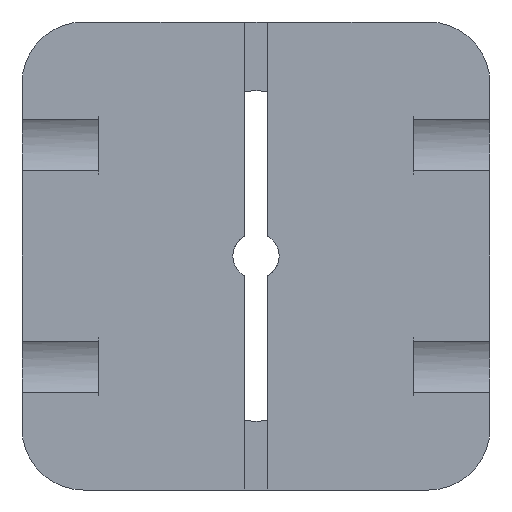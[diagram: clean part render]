
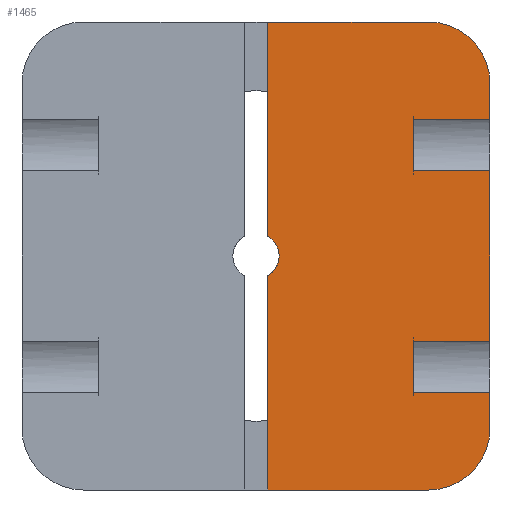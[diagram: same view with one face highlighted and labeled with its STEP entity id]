
A CAD part, front view. The second image highlights one B-rep face of the part: STEP entity #1465.
In plain terms, the highlighted planar face has unit normal (0, -1, 0).
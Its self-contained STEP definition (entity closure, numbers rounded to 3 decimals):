
#64=PLANE('',#1625);
#123=FACE_OUTER_BOUND('',#203,.T.);
#203=EDGE_LOOP('',(#1231,#1232,#1233,#1234,#1235,#1236,#1237,#1238,#1239,
#1240,#1241,#1242,#1243,#1244,#1245,#1246));
#270=LINE('',#2403,#402);
#272=LINE('',#2413,#404);
#273=LINE('',#2416,#405);
#275=LINE('',#2425,#407);
#277=LINE('',#2433,#409);
#278=LINE('',#2435,#410);
#284=LINE('',#2449,#416);
#285=LINE('',#2450,#417);
#286=LINE('',#2452,#418);
#318=LINE('',#2550,#450);
#332=LINE('',#2599,#464);
#350=LINE('',#2665,#482);
#351=LINE('',#2668,#483);
#402=VECTOR('',#1748,10.);
#404=VECTOR('',#1758,10.);
#405=VECTOR('',#1761,10.);
#407=VECTOR('',#1771,10.);
#409=VECTOR('',#1781,10.);
#410=VECTOR('',#1782,10.);
#416=VECTOR('',#1798,10.);
#417=VECTOR('',#1799,10.);
#418=VECTOR('',#1800,10.);
#450=VECTOR('',#1892,10.);
#464=VECTOR('',#1944,10.);
#482=VECTOR('',#2016,10.);
#483=VECTOR('',#2019,10.);
#560=CIRCLE('',#1618,4.);
#563=CIRCLE('',#1624,4.);
#564=CIRCLE('',#1626,1.5);
#616=VERTEX_POINT('',#2401);
#617=VERTEX_POINT('',#2402);
#621=VERTEX_POINT('',#2412);
#622=VERTEX_POINT('',#2415);
#624=VERTEX_POINT('',#2423);
#625=VERTEX_POINT('',#2424);
#627=VERTEX_POINT('',#2432);
#628=VERTEX_POINT('',#2434);
#631=VERTEX_POINT('',#2447);
#632=VERTEX_POINT('',#2451);
#667=VERTEX_POINT('',#2547);
#668=VERTEX_POINT('',#2549);
#683=VERTEX_POINT('',#2596);
#684=VERTEX_POINT('',#2598);
#705=VERTEX_POINT('',#2664);
#706=VERTEX_POINT('',#2666);
#772=EDGE_CURVE('',#616,#617,#270,.T.);
#777=EDGE_CURVE('',#617,#621,#272,.T.);
#779=EDGE_CURVE('',#622,#616,#273,.T.);
#783=EDGE_CURVE('',#624,#625,#275,.T.);
#788=EDGE_CURVE('',#625,#627,#277,.T.);
#789=EDGE_CURVE('',#628,#624,#278,.T.);
#797=EDGE_CURVE('',#627,#631,#284,.T.);
#798=EDGE_CURVE('',#621,#628,#285,.T.);
#799=EDGE_CURVE('',#632,#622,#286,.T.);
#850=EDGE_CURVE('',#668,#667,#318,.T.);
#874=EDGE_CURVE('',#684,#683,#332,.T.);
#904=EDGE_CURVE('',#632,#667,#560,.T.);
#907=EDGE_CURVE('',#684,#631,#563,.T.);
#908=EDGE_CURVE('',#683,#705,#350,.T.);
#909=EDGE_CURVE('',#705,#706,#564,.T.);
#910=EDGE_CURVE('',#706,#668,#351,.T.);
#1231=ORIENTED_EDGE('',*,*,#777,.T.);
#1232=ORIENTED_EDGE('',*,*,#798,.T.);
#1233=ORIENTED_EDGE('',*,*,#789,.T.);
#1234=ORIENTED_EDGE('',*,*,#783,.T.);
#1235=ORIENTED_EDGE('',*,*,#788,.T.);
#1236=ORIENTED_EDGE('',*,*,#797,.T.);
#1237=ORIENTED_EDGE('',*,*,#907,.F.);
#1238=ORIENTED_EDGE('',*,*,#874,.T.);
#1239=ORIENTED_EDGE('',*,*,#908,.T.);
#1240=ORIENTED_EDGE('',*,*,#909,.T.);
#1241=ORIENTED_EDGE('',*,*,#910,.T.);
#1242=ORIENTED_EDGE('',*,*,#850,.T.);
#1243=ORIENTED_EDGE('',*,*,#904,.F.);
#1244=ORIENTED_EDGE('',*,*,#799,.T.);
#1245=ORIENTED_EDGE('',*,*,#779,.T.);
#1246=ORIENTED_EDGE('',*,*,#772,.T.);
#1465=ADVANCED_FACE('',(#123),#64,.T.);
#1618=AXIS2_PLACEMENT_3D('',#2656,#2000,#2001);
#1624=AXIS2_PLACEMENT_3D('',#2662,#2012,#2013);
#1625=AXIS2_PLACEMENT_3D('',#2663,#2014,#2015);
#1626=AXIS2_PLACEMENT_3D('',#2667,#2017,#2018);
#1748=DIRECTION('',(0.,0.,1.));
#1758=DIRECTION('',(1.,0.,0.));
#1761=DIRECTION('',(-1.,0.,0.));
#1771=DIRECTION('',(0.,0.,1.));
#1781=DIRECTION('',(1.,0.,0.));
#1782=DIRECTION('',(-1.,0.,0.));
#1798=DIRECTION('',(0.,0.,1.));
#1799=DIRECTION('',(0.,0.,1.));
#1800=DIRECTION('',(0.,0.,1.));
#1892=DIRECTION('',(1.,0.,0.));
#1944=DIRECTION('',(-1.,0.,0.));
#2000=DIRECTION('center_axis',(0.,1.,0.));
#2001=DIRECTION('ref_axis',(0.707,0.,-0.707));
#2012=DIRECTION('center_axis',(0.,1.,0.));
#2013=DIRECTION('ref_axis',(0.707,0.,0.707));
#2014=DIRECTION('center_axis',(0.,-1.,0.));
#2015=DIRECTION('ref_axis',(0.,0.,-1.));
#2016=DIRECTION('',(0.,0.,-1.));
#2017=DIRECTION('center_axis',(0.,1.,0.));
#2018=DIRECTION('ref_axis',(-1.,0.,0.));
#2019=DIRECTION('',(0.,0.,-1.));
#2401=CARTESIAN_POINT('',(1.7,-50.,-18.858));
#2402=CARTESIAN_POINT('',(1.7,-50.,-15.542));
#2403=CARTESIAN_POINT('',(1.7,-50.,-13.6));
#2412=CARTESIAN_POINT('',(6.7,-50.,-15.542));
#2413=CARTESIAN_POINT('',(4.2,-50.,-15.542));
#2415=CARTESIAN_POINT('',(6.7,-50.,-18.858));
#2416=CARTESIAN_POINT('',(4.2,-50.,-18.858));
#2423=CARTESIAN_POINT('',(1.7,-50.,-4.458));
#2424=CARTESIAN_POINT('',(1.7,-50.,-1.142));
#2425=CARTESIAN_POINT('',(1.7,-50.,-6.4));
#2432=CARTESIAN_POINT('',(6.7,-50.,-1.142));
#2433=CARTESIAN_POINT('',(4.2,-50.,-1.142));
#2434=CARTESIAN_POINT('',(6.7,-50.,-4.458));
#2435=CARTESIAN_POINT('',(4.2,-50.,-4.458));
#2447=CARTESIAN_POINT('',(6.7,-50.,1.2));
#2449=CARTESIAN_POINT('',(6.7,-50.,5.2));
#2450=CARTESIAN_POINT('',(6.7,-50.,5.2));
#2451=CARTESIAN_POINT('',(6.7,-50.,-21.2));
#2452=CARTESIAN_POINT('',(6.7,-50.,5.2));
#2547=CARTESIAN_POINT('',(2.7,-50.,-25.2));
#2549=CARTESIAN_POINT('',(-7.75,-50.,-25.2));
#2550=CARTESIAN_POINT('',(6.7,-50.,-25.2));
#2596=CARTESIAN_POINT('',(-7.75,-50.,5.2));
#2598=CARTESIAN_POINT('',(2.7,-50.,5.2));
#2599=CARTESIAN_POINT('',(-23.7,-50.,5.2));
#2656=CARTESIAN_POINT('Origin',(2.7,-50.,-21.2));
#2662=CARTESIAN_POINT('Origin',(2.7,-50.,1.2));
#2663=CARTESIAN_POINT('Origin',(-8.5,-50.,-10.));
#2664=CARTESIAN_POINT('',(-7.75,-50.,-8.701));
#2665=CARTESIAN_POINT('',(-7.75,-50.,-18.61));
#2666=CARTESIAN_POINT('',(-7.75,-50.,-11.299));
#2667=CARTESIAN_POINT('Origin',(-8.5,-50.,-10.));
#2668=CARTESIAN_POINT('',(-7.75,-50.,-18.61));
